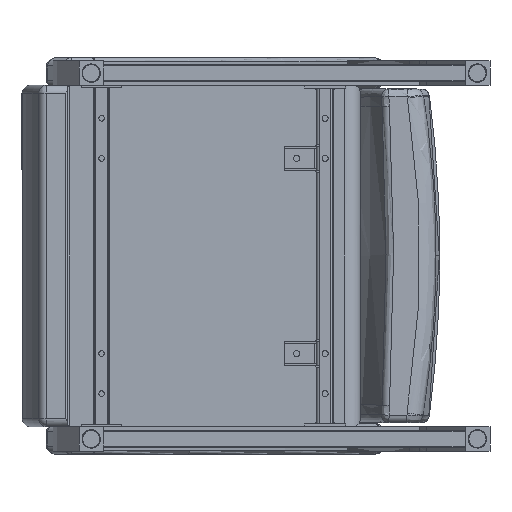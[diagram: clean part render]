
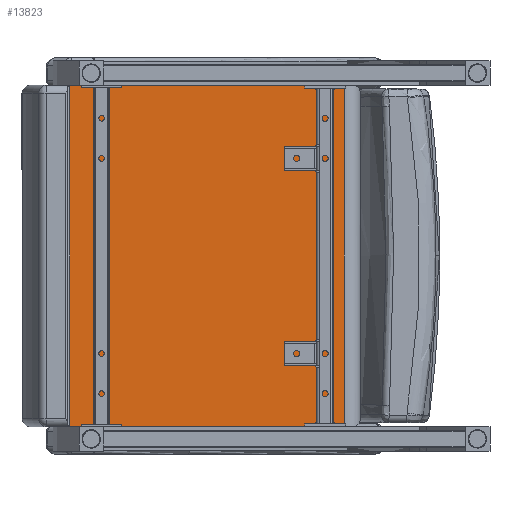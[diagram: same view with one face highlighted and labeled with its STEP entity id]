
A CAD part, front view. The second image highlights one B-rep face of the part: STEP entity #13823.
In plain terms, the highlighted planar face has unit normal (0, -1, 0).
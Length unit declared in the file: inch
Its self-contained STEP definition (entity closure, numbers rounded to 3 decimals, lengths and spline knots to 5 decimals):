
#2843=FACE_OUTER_BOUND('',#3870,.T.);
#3870=EDGE_LOOP('',(#10953,#10954,#10955,#10956));
#4835=LINE('',#28578,#5590);
#4851=LINE('',#28712,#5606);
#4857=LINE('',#28799,#5612);
#4858=LINE('',#28801,#5613);
#5590=VECTOR('',#17541,0.3937);
#5606=VECTOR('',#17617,0.3937);
#5612=VECTOR('',#17679,0.3937);
#5613=VECTOR('',#17682,0.3937);
#6549=VERTEX_POINT('',#28566);
#6550=VERTEX_POINT('',#28577);
#6574=VERTEX_POINT('',#28700);
#6575=VERTEX_POINT('',#28711);
#8032=EDGE_CURVE('',#6549,#6550,#4835,.T.);
#8071=EDGE_CURVE('',#6574,#6575,#4851,.T.);
#8096=EDGE_CURVE('',#6574,#6550,#4857,.T.);
#8097=EDGE_CURVE('',#6575,#6549,#4858,.T.);
#10953=ORIENTED_EDGE('',*,*,#8032,.F.);
#10954=ORIENTED_EDGE('',*,*,#8097,.F.);
#10955=ORIENTED_EDGE('',*,*,#8071,.F.);
#10956=ORIENTED_EDGE('',*,*,#8096,.T.);
#13318=PLANE('',#15153);
#13823=ADVANCED_FACE('',(#2843),#13318,.T.);
#15153=AXIS2_PLACEMENT_3D('',#28800,#17680,#17681);
#17541=DIRECTION('',(1.,0.,0.));
#17617=DIRECTION('',(-1.,0.,0.));
#17679=DIRECTION('',(0.,0.,1.));
#17680=DIRECTION('center_axis',(0.,-1.,0.));
#17681=DIRECTION('ref_axis',(1.,0.,0.));
#17682=DIRECTION('',(0.,0.,1.));
#28566=CARTESIAN_POINT('',(-12.08332,0.79731,20.96618));
#28577=CARTESIAN_POINT('',(4.79085,0.79731,20.96618));
#28578=CARTESIAN_POINT('',(-9.14642,0.79731,20.96618));
#28700=CARTESIAN_POINT('',(4.79085,0.79731,0.03382));
#28711=CARTESIAN_POINT('',(-12.08332,0.79731,0.03382));
#28712=CARTESIAN_POINT('',(-9.14642,0.79731,0.03382));
#28799=CARTESIAN_POINT('',(4.79085,0.79731,0.));
#28800=CARTESIAN_POINT('Origin',(-12.08332,0.79731,0.));
#28801=CARTESIAN_POINT('',(-12.08332,0.79731,0.));
